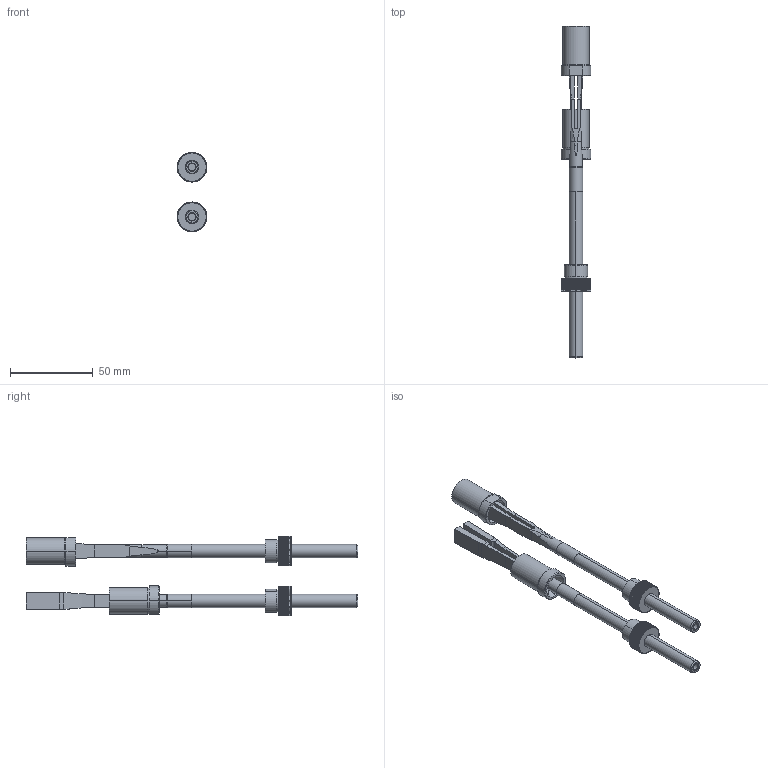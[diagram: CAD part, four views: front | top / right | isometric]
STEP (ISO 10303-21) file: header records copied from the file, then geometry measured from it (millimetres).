
FILE_DESCRIPTION (( 'STEP AP214' ), '1' );
FILE_NAME ('ed108200.STEP', '2017-04-05T15:24:12', ( '' ), ( '' ), 'SwSTEP 2.0', 'SolidWorks 2017', '' );
FILE_SCHEMA (( 'AUTOMOTIVE_DESIGN' ));
Length unit declared in the file: millimetre
Products named in the file (11): 9EP080100; 9ED108200; ed108200; 8TP081418; ED108200_1; 8ED108100 Tancada; 3JT7.5X1.5X10.5; 8ED108100; 9CP100830; ED108200 Tancada; 9TP081418
Assembly tree (13 placements, depth 4):
  ed108200
    ED108200 Tancada
      8ED108100 Tancada
      9EP080100
      9TP081418
        8TP081418
        3JT7.5X1.5X10.5
      9CP100830
    ED108200_1
      9CP100830
      9TP081418
        8TP081418
        3JT7.5X1.5X10.5
      9ED108200
        8ED108100
        9EP080100
Bounding box: 18 x 200 x 47.8 mm (x, y, z)
Volume: 29512.3 mm3; surface area: 26495.7 mm2
Topology: 10 solids, 10 shells, 862 faces, 2436 edges, 1608 vertices
Faces by surface type: plane 374, cylinder 270, cone 190, bspline 28
Entity records: 23122 total; most frequent: CARTESIAN_POINT 4867, ORIENTED_EDGE 2764, DIRECTION 2487, EDGE_CURVE 1382, VERTEX_POINT 912, AXIS2_PLACEMENT_3D 884, LINE 719, VECTOR 719
